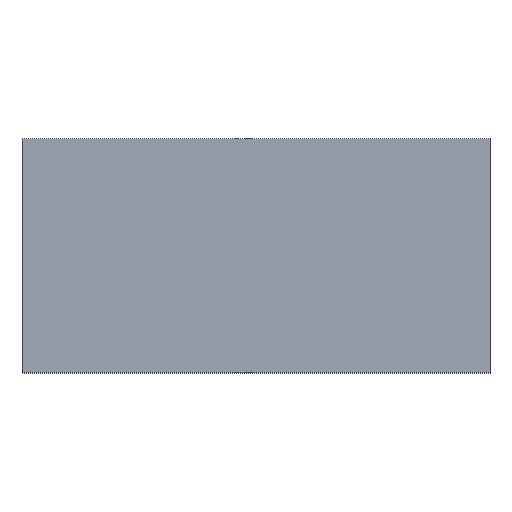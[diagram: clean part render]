
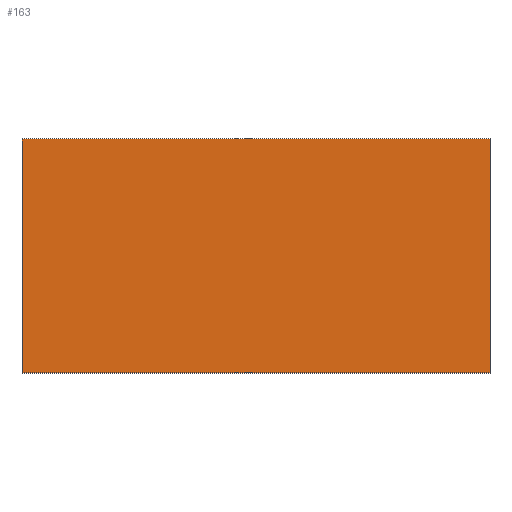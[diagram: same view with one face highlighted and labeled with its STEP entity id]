
A CAD part, top view. The second image highlights one B-rep face of the part: STEP entity #163.
In plain terms, the highlighted planar face has unit normal (0, 0, 1).
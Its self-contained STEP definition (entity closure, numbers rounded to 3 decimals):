
#3 = EDGE_CURVE ( 'NONE', #123, #121, #145, .T. ) ;
#7 = DIRECTION ( 'NONE',  ( 1., 0., 0. ) ) ;
#11 = DIRECTION ( 'NONE',  ( 0., 0., 1. ) ) ;
#13 = VERTEX_POINT ( 'NONE', #112 ) ;
#18 = ORIENTED_EDGE ( 'NONE', *, *, #130, .F. ) ;
#28 = ORIENTED_EDGE ( 'NONE', *, *, #109, .F. ) ;
#33 = LINE ( 'NONE', #192, #160 ) ;
#36 = LINE ( 'NONE', #52, #199 ) ;
#41 = EDGE_LOOP ( 'NONE', ( #28, #18, #167, #92 ) ) ;
#52 = CARTESIAN_POINT ( 'NONE',  ( 0., 250., 15. ) ) ;
#54 = CARTESIAN_POINT ( 'NONE',  ( -500., -250., 15. ) ) ;
#56 = FACE_OUTER_BOUND ( 'NONE', #41, .T. ) ;
#57 = DIRECTION ( 'NONE',  ( 1., 0., 0. ) ) ;
#59 = LINE ( 'NONE', #98, #178 ) ;
#61 = VECTOR ( 'NONE', #172, 1000. ) ;
#63 = CARTESIAN_POINT ( 'NONE',  ( 0., 0., 15. ) ) ;
#65 = CARTESIAN_POINT ( 'NONE',  ( -500., 0., 15. ) ) ;
#74 = EDGE_CURVE ( 'NONE', #13, #123, #59, .T. ) ;
#92 = ORIENTED_EDGE ( 'NONE', *, *, #74, .F. ) ;
#96 = PLANE ( 'NONE',  #143 ) ;
#98 = CARTESIAN_POINT ( 'NONE',  ( 0., -250., 15. ) ) ;
#101 = CARTESIAN_POINT ( 'NONE',  ( -500., 250., 15. ) ) ;
#109 = EDGE_CURVE ( 'NONE', #168, #13, #33, .T. ) ;
#112 = CARTESIAN_POINT ( 'NONE',  ( 500., -250., 15. ) ) ;
#121 = VERTEX_POINT ( 'NONE', #101 ) ;
#123 = VERTEX_POINT ( 'NONE', #54 ) ;
#126 = DIRECTION ( 'NONE',  ( -1., 0., 0. ) ) ;
#130 = EDGE_CURVE ( 'NONE', #121, #168, #36, .T. ) ;
#143 = AXIS2_PLACEMENT_3D ( 'NONE', #63, #11, #57 ) ;
#145 = LINE ( 'NONE', #65, #61 ) ;
#160 = VECTOR ( 'NONE', #189, 1000. ) ;
#163 = ADVANCED_FACE ( 'NONE', ( #56 ), #96, .T. ) ;
#167 = ORIENTED_EDGE ( 'NONE', *, *, #3, .F. ) ;
#168 = VERTEX_POINT ( 'NONE', #196 ) ;
#172 = DIRECTION ( 'NONE',  ( 0., 1., 0. ) ) ;
#178 = VECTOR ( 'NONE', #126, 1000. ) ;
#189 = DIRECTION ( 'NONE',  ( 0., -1., 0. ) ) ;
#192 = CARTESIAN_POINT ( 'NONE',  ( 500., 0., 15. ) ) ;
#196 = CARTESIAN_POINT ( 'NONE',  ( 500., 250., 15. ) ) ;
#199 = VECTOR ( 'NONE', #7, 1000. ) ;
